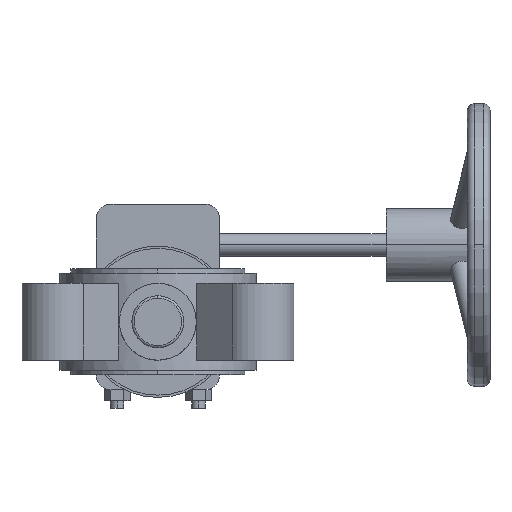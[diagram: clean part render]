
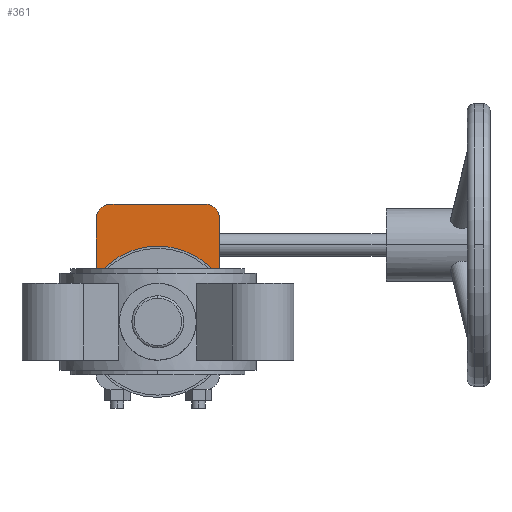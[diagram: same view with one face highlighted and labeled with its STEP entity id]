
A CAD part, front view. The second image highlights one B-rep face of the part: STEP entity #361.
In plain terms, the highlighted planar face has unit normal (0, -1, 0).
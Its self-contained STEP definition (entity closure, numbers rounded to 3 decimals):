
#361 = ADVANCED_FACE( '', ( #895 ), #896, .F. );
#895 = FACE_OUTER_BOUND( '', #1451, .T. );
#896 = PLANE( '', #1452 );
#1451 = EDGE_LOOP( '', ( #3443, #3444, #3445, #3446, #3447, #3448, #3449, #3450, #3451, #3452, #3453, #3454, #3455, #3456, #3457, #3458, #3459, #3460, #3461, #3462 ) );
#1452 = AXIS2_PLACEMENT_3D( '', #3463, #3464, #3465 );
#3443 = ORIENTED_EDGE( '', *, *, #4267, .T. );
#3444 = ORIENTED_EDGE( '', *, *, #4263, .T. );
#3445 = ORIENTED_EDGE( '', *, *, #4310, .T. );
#3446 = ORIENTED_EDGE( '', *, *, #4307, .T. );
#3447 = ORIENTED_EDGE( '', *, *, #4303, .T. );
#3448 = ORIENTED_EDGE( '', *, *, #4319, .F. );
#3449 = ORIENTED_EDGE( '', *, *, #4278, .T. );
#3450 = ORIENTED_EDGE( '', *, *, #4269, .T. );
#3451 = ORIENTED_EDGE( '', *, *, #4301, .T. );
#3452 = ORIENTED_EDGE( '', *, *, #4298, .T. );
#3453 = ORIENTED_EDGE( '', *, *, #4295, .T. );
#3454 = ORIENTED_EDGE( '', *, *, #4024, .F. );
#3455 = ORIENTED_EDGE( '', *, *, #4320, .F. );
#3456 = ORIENTED_EDGE( '', *, *, #4321, .F. );
#3457 = ORIENTED_EDGE( '', *, *, #4322, .F. );
#3458 = ORIENTED_EDGE( '', *, *, #4323, .F. );
#3459 = ORIENTED_EDGE( '', *, *, #4324, .F. );
#3460 = ORIENTED_EDGE( '', *, *, #4325, .F. );
#3461 = ORIENTED_EDGE( '', *, *, #4326, .F. );
#3462 = ORIENTED_EDGE( '', *, *, #4018, .F. );
#3463 = CARTESIAN_POINT( '', ( 0., 143., -23.5 ) );
#3464 = DIRECTION( '', ( 0., 1., 0. ) );
#3465 = DIRECTION( '', ( 0., 0., -1. ) );
#4018 = EDGE_CURVE( '', #4954, #4950, #4956, .T. );
#4024 = EDGE_CURVE( '', #4963, #4966, #4967, .T. );
#4263 = EDGE_CURVE( '', #5368, #5369, #5370, .T. );
#4267 = EDGE_CURVE( '', #4954, #5368, #5376, .T. );
#4269 = EDGE_CURVE( '', #5378, #5379, #5380, .T. );
#4278 = EDGE_CURVE( '', #5395, #5378, #5396, .T. );
#4295 = EDGE_CURVE( '', #5423, #4966, #5424, .T. );
#4298 = EDGE_CURVE( '', #5428, #5423, #5429, .T. );
#4301 = EDGE_CURVE( '', #5379, #5428, #5433, .T. );
#4303 = EDGE_CURVE( '', #5435, #5436, #5437, .T. );
#4307 = EDGE_CURVE( '', #5443, #5435, #5444, .T. );
#4310 = EDGE_CURVE( '', #5369, #5443, #5448, .T. );
#4319 = EDGE_CURVE( '', #5395, #5436, #5460, .T. );
#4320 = EDGE_CURVE( '', #5461, #4963, #5462, .T. );
#4321 = EDGE_CURVE( '', #5463, #5461, #5464, .T. );
#4322 = EDGE_CURVE( '', #5465, #5463, #5466, .T. );
#4323 = EDGE_CURVE( '', #5467, #5465, #5468, .T. );
#4324 = EDGE_CURVE( '', #5469, #5467, #5470, .T. );
#4325 = EDGE_CURVE( '', #5471, #5469, #5472, .T. );
#4326 = EDGE_CURVE( '', #4950, #5471, #5473, .T. );
#4950 = VERTEX_POINT( '', #6955 );
#4954 = VERTEX_POINT( '', #6960 );
#4956 = CIRCLE( '', #6971, 25.029 );
#4963 = VERTEX_POINT( '', #6998 );
#4966 = VERTEX_POINT( '', #7002 );
#4967 = CIRCLE( '', #7003, 25.029 );
#5368 = VERTEX_POINT( '', #8435 );
#5369 = VERTEX_POINT( '', #8436 );
#5370 = CIRCLE( '', #8437, 9. );
#5376 = LINE( '', #8445, #8446 );
#5378 = VERTEX_POINT( '', #8449 );
#5379 = VERTEX_POINT( '', #8450 );
#5380 = CIRCLE( '', #8451, 9. );
#5395 = VERTEX_POINT( '', #8473 );
#5396 = LINE( '', #8474, #8475 );
#5423 = VERTEX_POINT( '', #8532 );
#5424 = LINE( '', #8533, #8534 );
#5428 = VERTEX_POINT( '', #8540 );
#5429 = CIRCLE( '', #8541, 9. );
#5433 = CIRCLE( '', #8546, 2. );
#5435 = VERTEX_POINT( '', #8548 );
#5436 = VERTEX_POINT( '', #8549 );
#5437 = LINE( '', #8550, #8551 );
#5443 = VERTEX_POINT( '', #8568 );
#5444 = CIRCLE( '', #8569, 9. );
#5448 = CIRCLE( '', #8574, 2. );
#5460 = CIRCLE( '', #8627, 25.029 );
#5461 = VERTEX_POINT( '', #8628 );
#5462 = LINE( '', #8629, #8630 );
#5463 = VERTEX_POINT( '', #8631 );
#5464 = LINE( '', #8632, #8633 );
#5465 = VERTEX_POINT( '', #8634 );
#5466 = CIRCLE( '', #8635, 6. );
#5467 = VERTEX_POINT( '', #8636 );
#5468 = LINE( '', #8637, #8638 );
#5469 = VERTEX_POINT( '', #8639 );
#5470 = CIRCLE( '', #8640, 6. );
#5471 = VERTEX_POINT( '', #8641 );
#5472 = LINE( '', #8642, #8643 );
#5473 = LINE( '', #8644, #8645 );
#6955 = CARTESIAN_POINT( '', ( -25.029, 143., -23.5 ) );
#6960 = CARTESIAN_POINT( '', ( -21.588, 143., -10.834 ) );
#6971 = AXIS2_PLACEMENT_3D( '', #9352, #9353, #9354 );
#6998 = CARTESIAN_POINT( '', ( 25.029, 143., -23.5 ) );
#7002 = CARTESIAN_POINT( '', ( 21.588, 143., -10.834 ) );
#7003 = AXIS2_PLACEMENT_3D( '', #9358, #9359, #9360 );
#8435 = CARTESIAN_POINT( '', ( -22.37, 143., -9.717 ) );
#8436 = CARTESIAN_POINT( '', ( -23.371, 143., -1.256 ) );
#8437 = AXIS2_PLACEMENT_3D( '', #9773, #9774, #9775 );
#8445 = CARTESIAN_POINT( '', ( -15.452, 143., -19.597 ) );
#8446 = VECTOR( '', #9781, 1. );
#8449 = CARTESIAN_POINT( '', ( 13.783, 143., -1.13 ) );
#8450 = CARTESIAN_POINT( '', ( 22.244, 143., -0.129 ) );
#8451 = AXIS2_PLACEMENT_3D( '', #9783, #9784, #9785 );
#8473 = CARTESIAN_POINT( '', ( 12.666, 143., -1.912 ) );
#8474 = CARTESIAN_POINT( '', ( 3.903, 143., -8.048 ) );
#8475 = VECTOR( '', #9799, 1. );
#8532 = CARTESIAN_POINT( '', ( 22.37, 143., -9.717 ) );
#8533 = CARTESIAN_POINT( '', ( 14.286, 143., -21.262 ) );
#8534 = VECTOR( '', #9821, 1. );
#8540 = CARTESIAN_POINT( '', ( 23.371, 143., -1.256 ) );
#8541 = AXIS2_PLACEMENT_3D( '', #9824, #9825, #9826 );
#8546 = AXIS2_PLACEMENT_3D( '', #9831, #9832, #9833 );
#8548 = CARTESIAN_POINT( '', ( -13.783, 143., -1.13 ) );
#8549 = CARTESIAN_POINT( '', ( -12.666, 143., -1.912 ) );
#8550 = CARTESIAN_POINT( '', ( -2.238, 143., -9.214 ) );
#8551 = VECTOR( '', #9837, 1. );
#8568 = CARTESIAN_POINT( '', ( -22.244, 143., -0.129 ) );
#8569 = AXIS2_PLACEMENT_3D( '', #9840, #9841, #9842 );
#8574 = AXIS2_PLACEMENT_3D( '', #9847, #9848, #9849 );
#8627 = AXIS2_PLACEMENT_3D( '', #9861, #9862, #9863 );
#8628 = CARTESIAN_POINT( '', ( 27.2, 143., -23.5 ) );
#8629 = CARTESIAN_POINT( '', ( 27.2, 143., -23.5 ) );
#8630 = VECTOR( '', #9864, 1. );
#8631 = CARTESIAN_POINT( '', ( 27.2, 143., 22.5 ) );
#8632 = CARTESIAN_POINT( '', ( 27.2, 143., 22.5 ) );
#8633 = VECTOR( '', #9865, 1. );
#8634 = CARTESIAN_POINT( '', ( 21.2, 143., 28.5 ) );
#8635 = AXIS2_PLACEMENT_3D( '', #9866, #9867, #9868 );
#8636 = CARTESIAN_POINT( '', ( -21.2, 143., 28.5 ) );
#8637 = CARTESIAN_POINT( '', ( -21.2, 143., 28.5 ) );
#8638 = VECTOR( '', #9869, 1. );
#8639 = CARTESIAN_POINT( '', ( -27.2, 143., 22.5 ) );
#8640 = AXIS2_PLACEMENT_3D( '', #9870, #9871, #9872 );
#8641 = CARTESIAN_POINT( '', ( -27.2, 143., -23.5 ) );
#8642 = CARTESIAN_POINT( '', ( -27.2, 143., -23.5 ) );
#8643 = VECTOR( '', #9873, 1. );
#8644 = CARTESIAN_POINT( '', ( 27.2, 143., -23.5 ) );
#8645 = VECTOR( '', #9874, 1. );
#9352 = CARTESIAN_POINT( '', ( 0., 143., -23.5 ) );
#9353 = DIRECTION( '', ( 0., -1., 0. ) );
#9354 = DIRECTION( '', ( -1., 0., 0. ) );
#9358 = CARTESIAN_POINT( '', ( 0., 143., -23.5 ) );
#9359 = DIRECTION( '', ( 0., -1., 0. ) );
#9360 = DIRECTION( '', ( -1., 0., 0. ) );
#9773 = CARTESIAN_POINT( '', ( -14.998, 143., -4.555 ) );
#9774 = DIRECTION( '', ( 0., 1., 0. ) );
#9775 = DIRECTION( '', ( -0.819, 0., -0.574 ) );
#9781 = DIRECTION( '', ( -0.574, 0., 0.819 ) );
#9783 = CARTESIAN_POINT( '', ( 18.945, 143., -8.502 ) );
#9784 = DIRECTION( '', ( 0., 1., 0. ) );
#9785 = DIRECTION( '', ( -0.574, 0., 0.819 ) );
#9799 = DIRECTION( '', ( 0.819, 0., 0.574 ) );
#9821 = DIRECTION( '', ( -0.574, 0., -0.819 ) );
#9824 = CARTESIAN_POINT( '', ( 14.998, 143., -4.555 ) );
#9825 = DIRECTION( '', ( 0., 1., 0. ) );
#9826 = DIRECTION( '', ( 0.93, 0., 0.367 ) );
#9831 = CARTESIAN_POINT( '', ( 21.511, 143., -1.989 ) );
#9832 = DIRECTION( '', ( 0., 1., 0. ) );
#9833 = DIRECTION( '', ( 0.367, 0., 0.93 ) );
#9837 = DIRECTION( '', ( 0.819, 0., -0.574 ) );
#9840 = CARTESIAN_POINT( '', ( -18.945, 143., -8.502 ) );
#9841 = DIRECTION( '', ( 0., 1., 0. ) );
#9842 = DIRECTION( '', ( -0.367, 0., 0.93 ) );
#9847 = CARTESIAN_POINT( '', ( -21.511, 143., -1.989 ) );
#9848 = DIRECTION( '', ( 0., 1., 0. ) );
#9849 = DIRECTION( '', ( -0.93, 0., 0.367 ) );
#9861 = CARTESIAN_POINT( '', ( 0., 143., -23.5 ) );
#9862 = DIRECTION( '', ( 0., -1., 0. ) );
#9863 = DIRECTION( '', ( -1., 0., 0. ) );
#9864 = DIRECTION( '', ( -1., 0., 0. ) );
#9865 = DIRECTION( '', ( 0., 0., -1. ) );
#9866 = CARTESIAN_POINT( '', ( 21.2, 143., 22.5 ) );
#9867 = DIRECTION( '', ( 0., 1., 0. ) );
#9868 = DIRECTION( '', ( 0., 0., 1. ) );
#9869 = DIRECTION( '', ( 1., 0., 0. ) );
#9870 = CARTESIAN_POINT( '', ( -21.2, 143., 22.5 ) );
#9871 = DIRECTION( '', ( 0., 1., 0. ) );
#9872 = DIRECTION( '', ( -1., 0., 0. ) );
#9873 = DIRECTION( '', ( 0., 0., 1. ) );
#9874 = DIRECTION( '', ( -1., 0., 0. ) );
